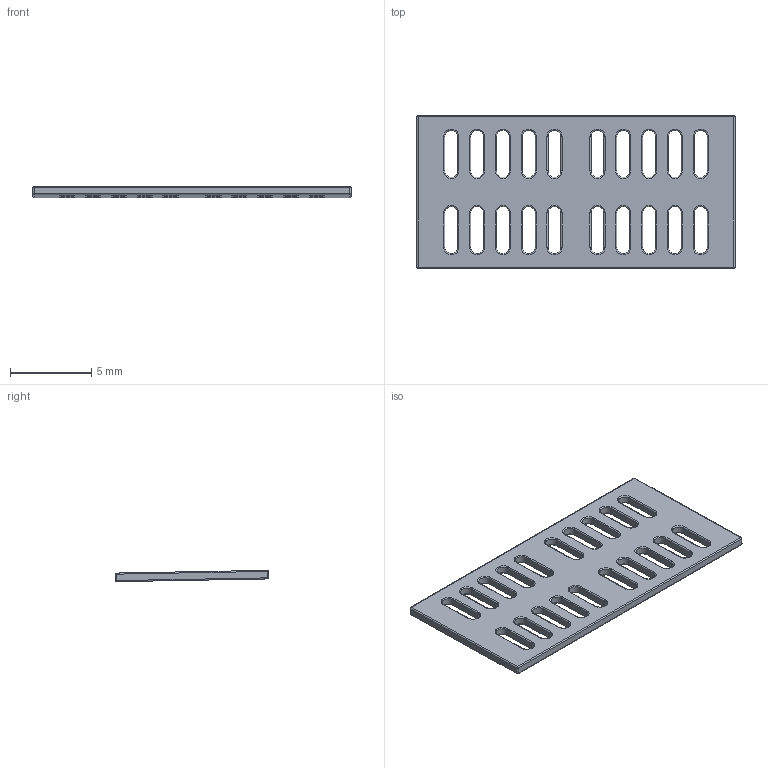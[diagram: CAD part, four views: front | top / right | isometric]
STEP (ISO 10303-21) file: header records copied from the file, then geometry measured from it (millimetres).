
FILE_DESCRIPTION(/* description */ (''),/* implementation_level */ '2;1');
FILE_NAME(/* name */ 'scale storm drain grate',/* time_stamp */ '2025-01-05T15:23:29-05:00',/* author */ (''),/* organization */ (''),/* preprocessor_version */ 'ST-DEVELOPER v19.2',/* originating_system */ 'Rhino 8.14',/* authorisation */ '');
FILE_SCHEMA (('CONFIG_CONTROL_DESIGN'));
Length unit declared in the file: inch
Products named in the file (1): Document
Bounding box: 19.58 x 9.4 x 0.7 mm (x, y, z)
Volume: 73.9 mm3; surface area: 371.8 mm2
Topology: 1 solids, 1 shells, 266 faces, 608 edges, 344 vertices
Faces by surface type: cylinder 132, bspline 88, plane 46
Entity records: 9502 total; most frequent: CARTESIAN_POINT 3964, ORIENTED_EDGE 1216, DIRECTION 870, EDGE_CURVE 608, AXIS2_PLACEMENT_3D 524, TRIMMED_CURVE 344, CIRCLE 344, VERTEX_POINT 344
